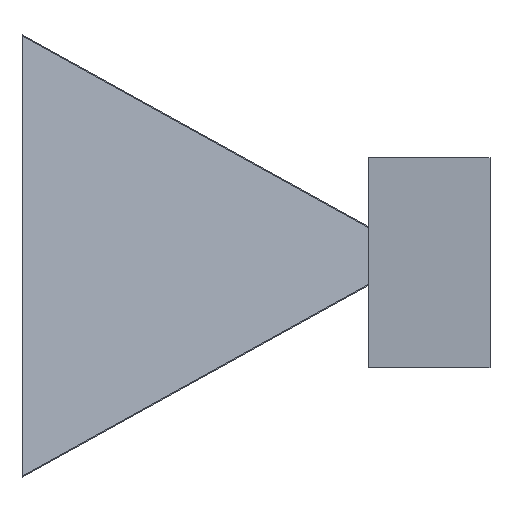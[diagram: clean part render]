
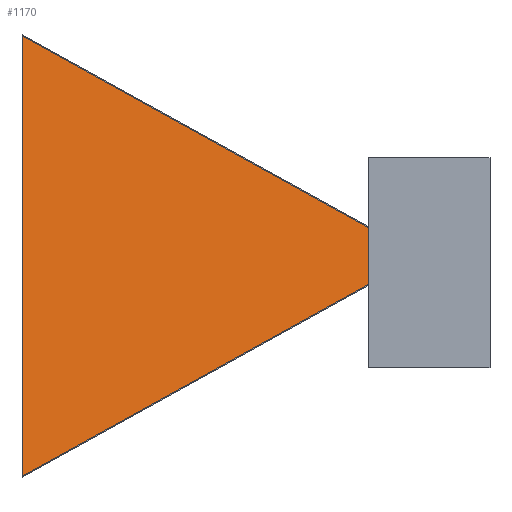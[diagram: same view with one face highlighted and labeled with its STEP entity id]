
A CAD part, left-side view. The second image highlights one B-rep face of the part: STEP entity #1170.
In plain terms, the highlighted planar face has unit normal (-0.875, -0.484, 0).
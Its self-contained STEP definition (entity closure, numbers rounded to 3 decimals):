
#69 = VERTEX_POINT ( 'NONE', #992 ) ;
#81 = CARTESIAN_POINT ( 'NONE',  ( -4.893, 6.75, 3.273 ) ) ;
#88 = DIRECTION ( 'NONE',  ( 0.875, 0.484, 0. ) ) ;
#187 = DIRECTION ( 'NONE',  ( -0.484, 0.875, 0. ) ) ;
#202 = LINE ( 'NONE', #269, #469 ) ;
#228 = LINE ( 'NONE', #591, #1224 ) ;
#269 = CARTESIAN_POINT ( 'NONE',  ( -4.893, 6.75, -3.073 ) ) ;
#349 = ORIENTED_EDGE ( 'NONE', *, *, #824, .T. ) ;
#357 = DIRECTION ( 'NONE',  ( 0.436, -0.788, -0.436 ) ) ;
#372 = AXIS2_PLACEMENT_3D ( 'NONE', #655, #88, #187 ) ;
#373 = PLANE ( 'NONE',  #372 ) ;
#375 = CARTESIAN_POINT ( 'NONE',  ( -4.893, 6.75, -3.073 ) ) ;
#404 = ORIENTED_EDGE ( 'NONE', *, *, #1094, .T. ) ;
#469 = VECTOR ( 'NONE', #850, 1000. ) ;
#568 = VERTEX_POINT ( 'NONE', #375 ) ;
#573 = VERTEX_POINT ( 'NONE', #845 ) ;
#591 = CARTESIAN_POINT ( 'NONE',  ( -4.893, 6.75, -3.073 ) ) ;
#655 = CARTESIAN_POINT ( 'NONE',  ( -0.888, -0.491, 0. ) ) ;
#716 = EDGE_LOOP ( 'NONE', ( #404, #894, #349 ) ) ;
#824 = EDGE_CURVE ( 'NONE', #573, #568, #202, .T. ) ;
#845 = CARTESIAN_POINT ( 'NONE',  ( -4.893, 6.75, 3.273 ) ) ;
#850 = DIRECTION ( 'NONE',  ( 0., 0., -1. ) ) ;
#890 = LINE ( 'NONE', #81, #928 ) ;
#894 = ORIENTED_EDGE ( 'NONE', *, *, #1168, .F. ) ;
#928 = VECTOR ( 'NONE', #357, 1000. ) ;
#992 = CARTESIAN_POINT ( 'NONE',  ( -1.72, 1.014, 0.1 ) ) ;
#1093 = DIRECTION ( 'NONE',  ( 0.436, -0.788, 0.436 ) ) ;
#1094 = EDGE_CURVE ( 'NONE', #568, #69, #228, .T. ) ;
#1168 = EDGE_CURVE ( 'NONE', #573, #69, #890, .T. ) ;
#1170 = ADVANCED_FACE ( 'NONE', ( #1199 ), #373, .F. ) ;
#1199 = FACE_OUTER_BOUND ( 'NONE', #716, .T. ) ;
#1224 = VECTOR ( 'NONE', #1093, 1000. ) ;
